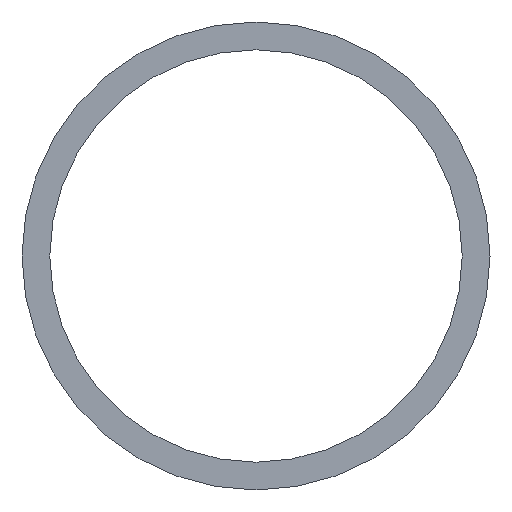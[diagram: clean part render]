
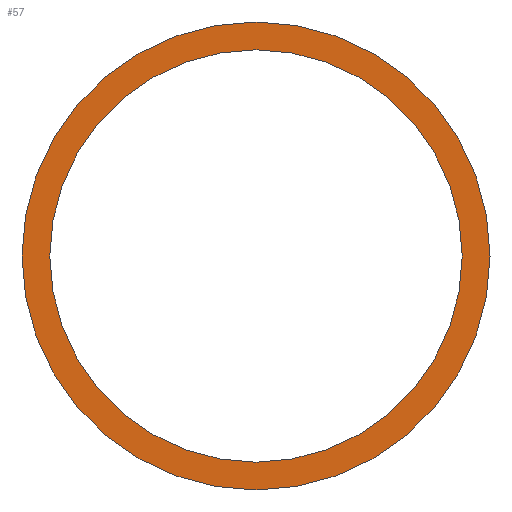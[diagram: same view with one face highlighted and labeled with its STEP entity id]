
A CAD part, left-side view. The second image highlights one B-rep face of the part: STEP entity #57.
In plain terms, the highlighted planar face has unit normal (-1, 0, 0).
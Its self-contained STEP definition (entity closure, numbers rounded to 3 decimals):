
#53 = VERTEX_POINT( '', #125 );
#57 = ADVANCED_FACE( '', ( #129, #130 ), #131, .F. );
#59 = EDGE_CURVE( '', #53, #87, #133, .T. );
#61 = EDGE_CURVE( '', #75, #91, #135, .T. );
#69 = EDGE_CURVE( '', #91, #75, #144, .T. );
#75 = VERTEX_POINT( '', #150 );
#83 = EDGE_CURVE( '', #87, #53, #158, .T. );
#87 = VERTEX_POINT( '', #162 );
#91 = VERTEX_POINT( '', #166 );
#125 = CARTESIAN_POINT( '', ( 0., 0., -79.3 ) );
#129 = FACE_OUTER_BOUND( '', #199, .T. );
#130 = FACE_BOUND( '', #200, .T. );
#131 = PLANE( '', #201 );
#133 = CIRCLE( '', #204, 79.3 );
#135 = CIRCLE( '', #207, 90. );
#144 = CIRCLE( '', #221, 90. );
#150 = CARTESIAN_POINT( '', ( 0., 0., 90. ) );
#158 = CIRCLE( '', #238, 79.3 );
#162 = CARTESIAN_POINT( '', ( 0., 0., 79.3 ) );
#166 = CARTESIAN_POINT( '', ( 0., 0., -90. ) );
#199 = EDGE_LOOP( '', ( #276, #277 ) );
#200 = EDGE_LOOP( '', ( #278, #279 ) );
#201 = AXIS2_PLACEMENT_3D( '', #280, #281, #282 );
#204 = AXIS2_PLACEMENT_3D( '', #283, #284, #285 );
#207 = AXIS2_PLACEMENT_3D( '', #286, #287, #288 );
#221 = AXIS2_PLACEMENT_3D( '', #299, #300, #301 );
#238 = AXIS2_PLACEMENT_3D( '', #307, #308, #309 );
#276 = ORIENTED_EDGE( '', *, *, #69, .F. );
#277 = ORIENTED_EDGE( '', *, *, #61, .F. );
#278 = ORIENTED_EDGE( '', *, *, #59, .T. );
#279 = ORIENTED_EDGE( '', *, *, #83, .T. );
#280 = CARTESIAN_POINT( '', ( 0., 0., 0. ) );
#281 = DIRECTION( '', ( 1., 0., 0. ) );
#282 = DIRECTION( '', ( 0., 0., -1. ) );
#283 = CARTESIAN_POINT( '', ( 0., 0., 0. ) );
#284 = DIRECTION( '', ( 1., 0., 0. ) );
#285 = DIRECTION( '', ( 0., 0., -1. ) );
#286 = CARTESIAN_POINT( '', ( 0., 0., 0. ) );
#287 = DIRECTION( '', ( 1., 0., 0. ) );
#288 = DIRECTION( '', ( 0., 0., -1. ) );
#299 = CARTESIAN_POINT( '', ( 0., 0., 0. ) );
#300 = DIRECTION( '', ( 1., 0., 0. ) );
#301 = DIRECTION( '', ( 0., 0., -1. ) );
#307 = CARTESIAN_POINT( '', ( 0., 0., 0. ) );
#308 = DIRECTION( '', ( 1., 0., 0. ) );
#309 = DIRECTION( '', ( 0., 0., -1. ) );
